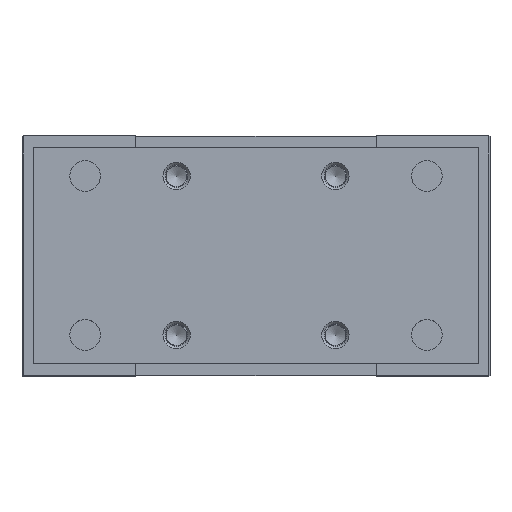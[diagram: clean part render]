
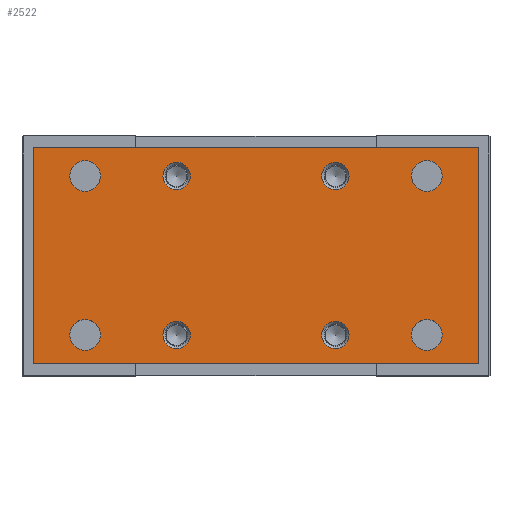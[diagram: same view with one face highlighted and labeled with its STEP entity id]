
A CAD part, top view. The second image highlights one B-rep face of the part: STEP entity #2522.
In plain terms, the highlighted planar face has unit normal (0, 0, 1).
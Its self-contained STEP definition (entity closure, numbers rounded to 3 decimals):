
#273=LINE('',#4207,#403);
#277=LINE('',#4216,#407);
#280=LINE('',#4222,#410);
#283=LINE('',#4228,#413);
#403=VECTOR('',#3420,1000.);
#407=VECTOR('',#3426,1000.);
#410=VECTOR('',#3431,1000.);
#413=VECTOR('',#3436,1000.);
#813=ORIENTED_EDGE('',*,*,#1224,.T.);
#814=ORIENTED_EDGE('',*,*,#1225,.T.);
#815=ORIENTED_EDGE('',*,*,#1226,.T.);
#816=ORIENTED_EDGE('',*,*,#1227,.T.);
#817=ORIENTED_EDGE('',*,*,#1228,.T.);
#818=ORIENTED_EDGE('',*,*,#1229,.T.);
#819=ORIENTED_EDGE('',*,*,#1230,.T.);
#820=ORIENTED_EDGE('',*,*,#1231,.T.);
#821=ORIENTED_EDGE('',*,*,#1198,.T.);
#822=ORIENTED_EDGE('',*,*,#1202,.T.);
#823=ORIENTED_EDGE('',*,*,#1205,.T.);
#824=ORIENTED_EDGE('',*,*,#1208,.T.);
#1198=EDGE_CURVE('',#1474,#1475,#273,.T.);
#1202=EDGE_CURVE('',#1475,#1478,#277,.T.);
#1205=EDGE_CURVE('',#1478,#1480,#280,.T.);
#1208=EDGE_CURVE('',#1480,#1474,#283,.T.);
#1224=EDGE_CURVE('',#1496,#1496,#1651,.T.);
#1225=EDGE_CURVE('',#1497,#1497,#1652,.T.);
#1226=EDGE_CURVE('',#1498,#1498,#1653,.T.);
#1227=EDGE_CURVE('',#1499,#1499,#1654,.T.);
#1228=EDGE_CURVE('',#1500,#1500,#1655,.T.);
#1229=EDGE_CURVE('',#1501,#1501,#1656,.T.);
#1230=EDGE_CURVE('',#1502,#1502,#1657,.T.);
#1231=EDGE_CURVE('',#1503,#1503,#1658,.T.);
#1474=VERTEX_POINT('',#4208);
#1475=VERTEX_POINT('',#4209);
#1478=VERTEX_POINT('',#4217);
#1480=VERTEX_POINT('',#4223);
#1496=VERTEX_POINT('',#4261);
#1497=VERTEX_POINT('',#4263);
#1498=VERTEX_POINT('',#4265);
#1499=VERTEX_POINT('',#4267);
#1500=VERTEX_POINT('',#4269);
#1501=VERTEX_POINT('',#4271);
#1502=VERTEX_POINT('',#4273);
#1503=VERTEX_POINT('',#4275);
#1651=CIRCLE('',#2830,4.5);
#1652=CIRCLE('',#2831,4.5);
#1653=CIRCLE('',#2832,4.5);
#1654=CIRCLE('',#2833,4.5);
#1655=CIRCLE('',#2834,4.);
#1656=CIRCLE('',#2835,4.);
#1657=CIRCLE('',#2836,4.);
#1658=CIRCLE('',#2837,4.);
#1901=EDGE_LOOP('',(#813));
#1902=EDGE_LOOP('',(#814));
#1903=EDGE_LOOP('',(#815));
#1904=EDGE_LOOP('',(#816));
#1905=EDGE_LOOP('',(#817));
#1906=EDGE_LOOP('',(#818));
#1907=EDGE_LOOP('',(#819));
#1908=EDGE_LOOP('',(#820));
#1909=EDGE_LOOP('',(#821,#822,#823,#824));
#2225=FACE_BOUND('',#1901,.T.);
#2226=FACE_BOUND('',#1902,.T.);
#2227=FACE_BOUND('',#1903,.T.);
#2228=FACE_BOUND('',#1904,.T.);
#2229=FACE_BOUND('',#1905,.T.);
#2230=FACE_BOUND('',#1906,.T.);
#2231=FACE_BOUND('',#1907,.T.);
#2232=FACE_BOUND('',#1908,.T.);
#2233=FACE_BOUND('',#1909,.T.);
#2387=PLANE('',#2829);
#2522=ADVANCED_FACE('',(#2225,#2226,#2227,#2228,#2229,#2230,#2231,#2232,
#2233),#2387,.T.);
#2829=AXIS2_PLACEMENT_3D('',#4259,#3468,#3469);
#2830=AXIS2_PLACEMENT_3D('',#4260,#3470,#3471);
#2831=AXIS2_PLACEMENT_3D('',#4262,#3472,#3473);
#2832=AXIS2_PLACEMENT_3D('',#4264,#3474,#3475);
#2833=AXIS2_PLACEMENT_3D('',#4266,#3476,#3477);
#2834=AXIS2_PLACEMENT_3D('',#4268,#3478,#3479);
#2835=AXIS2_PLACEMENT_3D('',#4270,#3480,#3481);
#2836=AXIS2_PLACEMENT_3D('',#4272,#3482,#3483);
#2837=AXIS2_PLACEMENT_3D('',#4274,#3484,#3485);
#3420=DIRECTION('',(-1.,0.,0.));
#3426=DIRECTION('',(0.,-1.,0.));
#3431=DIRECTION('',(1.,0.,0.));
#3436=DIRECTION('',(0.,1.,0.));
#3468=DIRECTION('',(0.,0.,1.));
#3469=DIRECTION('',(1.,0.,0.));
#3470=DIRECTION('',(0.,0.,-1.));
#3471=DIRECTION('',(-1.,0.,0.));
#3472=DIRECTION('',(0.,0.,-1.));
#3473=DIRECTION('',(-1.,0.,0.));
#3474=DIRECTION('',(0.,0.,-1.));
#3475=DIRECTION('',(-1.,0.,0.));
#3476=DIRECTION('',(0.,0.,-1.));
#3477=DIRECTION('',(-1.,0.,0.));
#3478=DIRECTION('',(0.,0.,-1.));
#3479=DIRECTION('',(-1.,0.,0.));
#3480=DIRECTION('',(0.,0.,-1.));
#3481=DIRECTION('',(-1.,0.,0.));
#3482=DIRECTION('',(0.,0.,-1.));
#3483=DIRECTION('',(-1.,0.,0.));
#3484=DIRECTION('',(0.,0.,-1.));
#3485=DIRECTION('',(-1.,0.,0.));
#4207=CARTESIAN_POINT('',(65.,31.5,89.));
#4208=CARTESIAN_POINT('',(65.,31.5,89.));
#4209=CARTESIAN_POINT('',(-65.,31.5,89.));
#4216=CARTESIAN_POINT('',(-65.,31.5,89.));
#4217=CARTESIAN_POINT('',(-65.,-31.5,89.));
#4222=CARTESIAN_POINT('',(-65.,-31.5,89.));
#4223=CARTESIAN_POINT('',(65.,-31.5,89.));
#4228=CARTESIAN_POINT('',(65.,-31.5,89.));
#4259=CARTESIAN_POINT('',(0.,0.,89.));
#4260=CARTESIAN_POINT('',(-50.,23.25,89.));
#4261=CARTESIAN_POINT('',(-54.5,23.25,89.));
#4262=CARTESIAN_POINT('',(-50.,-23.25,89.));
#4263=CARTESIAN_POINT('',(-54.5,-23.25,89.));
#4264=CARTESIAN_POINT('',(50.,-23.25,89.));
#4265=CARTESIAN_POINT('',(45.5,-23.25,89.));
#4266=CARTESIAN_POINT('',(50.,23.25,89.));
#4267=CARTESIAN_POINT('',(45.5,23.25,89.));
#4268=CARTESIAN_POINT('',(-23.25,23.25,89.));
#4269=CARTESIAN_POINT('',(-27.25,23.25,89.));
#4270=CARTESIAN_POINT('',(-23.25,-23.25,89.));
#4271=CARTESIAN_POINT('',(-27.25,-23.25,89.));
#4272=CARTESIAN_POINT('',(23.25,-23.25,89.));
#4273=CARTESIAN_POINT('',(19.25,-23.25,89.));
#4274=CARTESIAN_POINT('',(23.25,23.25,89.));
#4275=CARTESIAN_POINT('',(19.25,23.25,89.));
